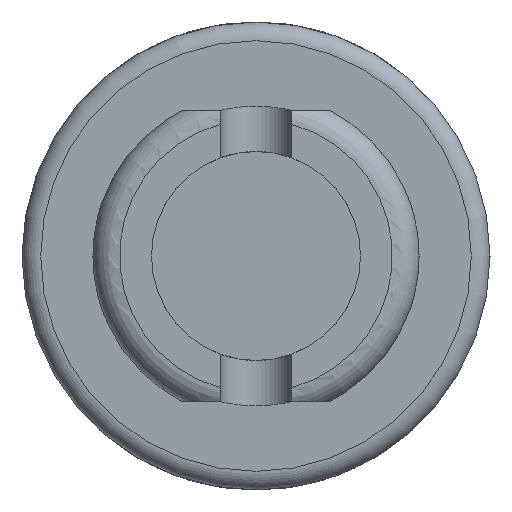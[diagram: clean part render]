
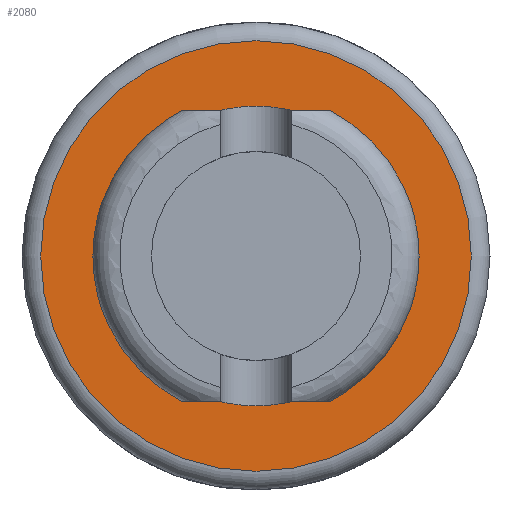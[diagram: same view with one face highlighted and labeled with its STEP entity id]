
A CAD part, left-side view. The second image highlights one B-rep face of the part: STEP entity #2080.
In plain terms, the highlighted planar face has unit normal (-1, 0, 0).
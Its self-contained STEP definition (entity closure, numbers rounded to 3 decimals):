
#16=FACE_BOUND('',#699,.T.);
#578=FACE_OUTER_BOUND('',#698,.T.);
#698=EDGE_LOOP('',(#1724,#1725));
#699=EDGE_LOOP('',(#1726,#1727));
#785=CIRCLE('',#2259,3.45);
#786=CIRCLE('',#2260,3.45);
#793=CIRCLE('',#2270,2.4);
#794=CIRCLE('',#2271,2.4);
#959=VERTEX_POINT('',#3602);
#960=VERTEX_POINT('',#3603);
#964=VERTEX_POINT('',#3654);
#965=VERTEX_POINT('',#3656);
#1228=EDGE_CURVE('',#959,#960,#785,.T.);
#1229=EDGE_CURVE('',#960,#959,#786,.T.);
#1239=EDGE_CURVE('',#964,#965,#793,.T.);
#1240=EDGE_CURVE('',#965,#964,#794,.T.);
#1724=ORIENTED_EDGE('',*,*,#1228,.T.);
#1725=ORIENTED_EDGE('',*,*,#1229,.T.);
#1726=ORIENTED_EDGE('',*,*,#1240,.F.);
#1727=ORIENTED_EDGE('',*,*,#1239,.F.);
#1962=PLANE('',#2276);
#2080=ADVANCED_FACE('',(#578,#16),#1962,.T.);
#2259=AXIS2_PLACEMENT_3D('',#3604,#2744,#2745);
#2260=AXIS2_PLACEMENT_3D('',#3605,#2746,#2747);
#2270=AXIS2_PLACEMENT_3D('',#3657,#2767,#2768);
#2271=AXIS2_PLACEMENT_3D('',#3658,#2769,#2770);
#2276=AXIS2_PLACEMENT_3D('',#3699,#2779,#2780);
#2744=DIRECTION('center_axis',(-1.,0.,0.));
#2745=DIRECTION('ref_axis',(0.,0.,-1.));
#2746=DIRECTION('center_axis',(-1.,0.,0.));
#2747=DIRECTION('ref_axis',(0.,0.,-1.));
#2767=DIRECTION('center_axis',(-1.,0.,0.));
#2768=DIRECTION('ref_axis',(0.,0.,-1.));
#2769=DIRECTION('center_axis',(-1.,0.,0.));
#2770=DIRECTION('ref_axis',(0.,0.,-1.));
#2779=DIRECTION('center_axis',(-1.,0.,0.));
#2780=DIRECTION('ref_axis',(0.,0.,-1.));
#3602=CARTESIAN_POINT('',(-0.825,-3.45,0.));
#3603=CARTESIAN_POINT('',(-0.825,0.,3.45));
#3604=CARTESIAN_POINT('Origin',(-0.825,0.,0.));
#3605=CARTESIAN_POINT('Origin',(-0.825,0.,0.));
#3654=CARTESIAN_POINT('',(-0.825,2.4,0.));
#3656=CARTESIAN_POINT('',(-0.825,-2.4,0.));
#3657=CARTESIAN_POINT('Origin',(-0.825,0.,0.));
#3658=CARTESIAN_POINT('Origin',(-0.825,0.,0.));
#3699=CARTESIAN_POINT('Origin',(-0.825,-2.4,0.));
